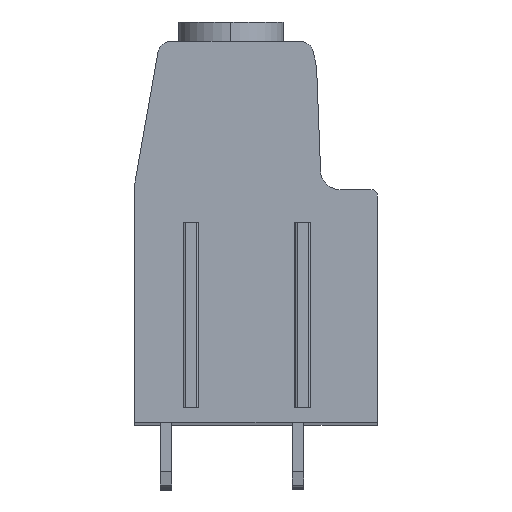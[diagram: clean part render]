
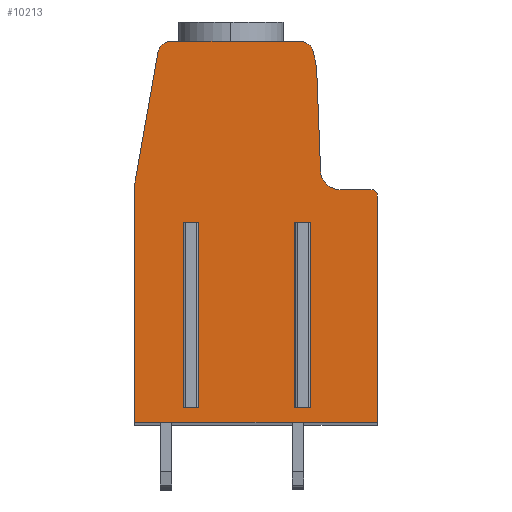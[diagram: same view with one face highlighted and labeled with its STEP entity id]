
A CAD part, top view. The second image highlights one B-rep face of the part: STEP entity #10213.
In plain terms, the highlighted planar face has unit normal (0, 0, 1).
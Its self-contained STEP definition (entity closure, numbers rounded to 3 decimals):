
#1396=CARTESIAN_POINT('',(3.429,13.65,5.08));
#1397=DIRECTION('',(0.,0.,1.));
#1398=DIRECTION('',(0.978,0.208,0.));
#1399=AXIS2_PLACEMENT_3D('',#1396,#1397,#1398);
#1401=DIRECTION('',(-0.208,0.978,0.));
#1402=VECTOR('',#1401,0.978);
#1403=CARTESIAN_POINT('',(4.611,12.902,5.08));
#1404=LINE('',#1403,#1402);
#1405=CARTESIAN_POINT('',(1.676,12.278,5.08));
#1406=DIRECTION('',(0.,0.,1.));
#1407=DIRECTION('',(0.999,0.038,0.));
#1408=AXIS2_PLACEMENT_3D('',#1405,#1406,#1407);
#1410=DIRECTION('',(-0.038,0.999,0.));
#1411=VECTOR('',#1410,7.706);
#1412=CARTESIAN_POINT('',(4.97,4.692,5.08));
#1413=LINE('',#1412,#1411);
#1414=CARTESIAN_POINT('',(6.469,4.75,5.08));
#1415=DIRECTION('',(0.,0.,-1.));
#1416=DIRECTION('',(0.,-1.,0.));
#1417=AXIS2_PLACEMENT_3D('',#1414,#1415,#1416);
#1419=DIRECTION('',(-1.,0.,0.));
#1420=VECTOR('',#1419,2.381);
#1421=CARTESIAN_POINT('',(8.85,3.25,5.08));
#1422=LINE('',#1421,#1420);
#1423=CARTESIAN_POINT('',(8.85,2.75,5.08));
#1424=DIRECTION('',(0.,0.,1.));
#1425=DIRECTION('',(1.,0.,0.));
#1426=AXIS2_PLACEMENT_3D('',#1423,#1424,#1425);
#1428=DIRECTION('',(0.,1.,0.));
#1429=VECTOR('',#1428,17.4);
#1430=CARTESIAN_POINT('',(9.35,-14.65,5.08));
#1431=LINE('',#1430,#1429);
#1432=DIRECTION('',(1.,0.,0.));
#1433=VECTOR('',#1432,18.7);
#1434=CARTESIAN_POINT('',(-9.35,-14.65,5.08));
#1435=LINE('',#1434,#1433);
#1436=DIRECTION('',(0.,-1.,0.));
#1437=VECTOR('',#1436,18.25);
#1438=CARTESIAN_POINT('',(-9.35,3.6,5.08));
#1439=LINE('',#1438,#1437);
#1440=DIRECTION('',(-0.174,-0.985,0.));
#1441=VECTOR('',#1440,10.381);
#1442=CARTESIAN_POINT('',(-7.547,13.824,5.08));
#1443=LINE('',#1442,#1441);
#1444=CARTESIAN_POINT('',(-6.562,13.65,5.08));
#1445=DIRECTION('',(0.,0.,1.));
#1446=DIRECTION('',(0.,1.,0.));
#1447=AXIS2_PLACEMENT_3D('',#1444,#1445,#1446);
#1449=DIRECTION('',(-1.,0.,0.));
#1450=VECTOR('',#1449,9.992);
#1451=CARTESIAN_POINT('',(3.429,14.65,5.08));
#1452=LINE('',#1451,#1450);
#1453=DIRECTION('',(1.,0.,0.));
#1454=VECTOR('',#1453,0.65);
#1455=CARTESIAN_POINT('',(-5.325,0.75,5.08));
#1456=LINE('',#1455,#1454);
#1457=DIRECTION('',(0.,1.,0.));
#1458=VECTOR('',#1457,14.25);
#1459=CARTESIAN_POINT('',(-5.325,-13.5,5.08));
#1460=LINE('',#1459,#1458);
#1461=DIRECTION('',(1.,0.,0.));
#1462=VECTOR('',#1461,0.65);
#1463=CARTESIAN_POINT('',(-5.325,-13.5,5.08));
#1464=LINE('',#1463,#1462);
#1465=DIRECTION('',(0.,1.,0.));
#1466=VECTOR('',#1465,14.25);
#1467=CARTESIAN_POINT('',(-4.675,-13.5,5.08));
#1468=LINE('',#1467,#1466);
#1469=DIRECTION('',(1.,0.,0.));
#1470=VECTOR('',#1469,0.65);
#1471=CARTESIAN_POINT('',(3.275,0.75,5.08));
#1472=LINE('',#1471,#1470);
#1473=DIRECTION('',(0.,1.,0.));
#1474=VECTOR('',#1473,14.25);
#1475=CARTESIAN_POINT('',(3.275,-13.5,5.08));
#1476=LINE('',#1475,#1474);
#1477=DIRECTION('',(1.,0.,0.));
#1478=VECTOR('',#1477,0.65);
#1479=CARTESIAN_POINT('',(3.275,-13.5,5.08));
#1480=LINE('',#1479,#1478);
#1481=DIRECTION('',(0.,1.,0.));
#1482=VECTOR('',#1481,14.25);
#1483=CARTESIAN_POINT('',(3.925,-13.5,5.08));
#1484=LINE('',#1483,#1482);
#6891=CARTESIAN_POINT('',(-6.562,14.65,5.08));
#6892=CARTESIAN_POINT('',(-7.547,13.824,5.08));
#6893=VERTEX_POINT('',#6891);
#6894=VERTEX_POINT('',#6892);
#6895=CARTESIAN_POINT('',(-9.35,3.6,5.08));
#6896=VERTEX_POINT('',#6895);
#6897=CARTESIAN_POINT('',(-9.35,-14.65,5.08));
#6898=VERTEX_POINT('',#6897);
#6899=CARTESIAN_POINT('',(9.35,-14.65,5.08));
#6900=VERTEX_POINT('',#6899);
#6901=CARTESIAN_POINT('',(6.469,3.25,5.08));
#6902=CARTESIAN_POINT('',(4.97,4.692,5.08));
#6903=VERTEX_POINT('',#6901);
#6904=VERTEX_POINT('',#6902);
#6911=CARTESIAN_POINT('',(4.408,13.858,5.08));
#6912=VERTEX_POINT('',#6911);
#6913=CARTESIAN_POINT('',(3.429,14.65,5.08));
#6914=VERTEX_POINT('',#6913);
#6919=CARTESIAN_POINT('',(4.674,12.393,5.08));
#6920=VERTEX_POINT('',#6919);
#6921=CARTESIAN_POINT('',(4.611,12.902,5.08));
#6922=VERTEX_POINT('',#6921);
#6927=CARTESIAN_POINT('',(9.35,2.75,5.08));
#6928=VERTEX_POINT('',#6927);
#6929=CARTESIAN_POINT('',(8.85,3.25,5.08));
#6930=VERTEX_POINT('',#6929);
#7011=CARTESIAN_POINT('',(-5.325,0.75,5.08));
#7012=CARTESIAN_POINT('',(-4.675,0.75,5.08));
#7013=VERTEX_POINT('',#7011);
#7014=VERTEX_POINT('',#7012);
#7015=CARTESIAN_POINT('',(3.275,0.75,5.08));
#7016=CARTESIAN_POINT('',(3.925,0.75,5.08));
#7017=VERTEX_POINT('',#7015);
#7018=VERTEX_POINT('',#7016);
#7019=CARTESIAN_POINT('',(3.925,-13.5,5.08));
#7020=VERTEX_POINT('',#7019);
#7021=CARTESIAN_POINT('',(3.275,-13.5,5.08));
#7022=VERTEX_POINT('',#7021);
#7023=CARTESIAN_POINT('',(-4.675,-13.5,5.08));
#7024=VERTEX_POINT('',#7023);
#7025=CARTESIAN_POINT('',(-5.325,-13.5,5.08));
#7026=VERTEX_POINT('',#7025);
#10173=CARTESIAN_POINT('',(0.,0.,5.08));
#10174=DIRECTION('',(0.,0.,1.));
#10175=DIRECTION('',(1.,0.,0.));
#10176=AXIS2_PLACEMENT_3D('',#10173,#10174,#10175);
#10177=PLANE('',#10176);
#10178=ORIENTED_EDGE('',*,*,#9758,.F.);
#10179=ORIENTED_EDGE('',*,*,#9773,.F.);
#10180=ORIENTED_EDGE('',*,*,#9786,.F.);
#10181=ORIENTED_EDGE('',*,*,#9801,.F.);
#10182=ORIENTED_EDGE('',*,*,#9814,.F.);
#10183=ORIENTED_EDGE('',*,*,#9827,.F.);
#10184=ORIENTED_EDGE('',*,*,#9842,.F.);
#10185=ORIENTED_EDGE('',*,*,#9856,.F.);
#10186=ORIENTED_EDGE('',*,*,#9207,.F.);
#10187=ORIENTED_EDGE('',*,*,#9624,.F.);
#10188=ORIENTED_EDGE('',*,*,#9638,.F.);
#10189=ORIENTED_EDGE('',*,*,#9652,.F.);
#10190=ORIENTED_EDGE('',*,*,#9665,.F.);
#10191=EDGE_LOOP('',(#10178,#10179,#10180,#10181,#10182,#10183,#10184,#10185,
#10186,#10187,#10188,#10189,#10190));
#10192=FACE_OUTER_BOUND('',#10191,.F.);
#10194=ORIENTED_EDGE('',*,*,#10193,.F.);
#10196=ORIENTED_EDGE('',*,*,#10195,.F.);
#10198=ORIENTED_EDGE('',*,*,#10197,.T.);
#10200=ORIENTED_EDGE('',*,*,#10199,.T.);
#10201=EDGE_LOOP('',(#10194,#10196,#10198,#10200));
#10202=FACE_BOUND('',#10201,.F.);
#10204=ORIENTED_EDGE('',*,*,#10203,.F.);
#10206=ORIENTED_EDGE('',*,*,#10205,.F.);
#10208=ORIENTED_EDGE('',*,*,#10207,.T.);
#10210=ORIENTED_EDGE('',*,*,#10209,.T.);
#10211=EDGE_LOOP('',(#10204,#10206,#10208,#10210));
#10212=FACE_BOUND('',#10211,.F.);
#1400=CIRCLE('',#1399,1.);
#1409=CIRCLE('',#1408,3.);
#1418=CIRCLE('',#1417,1.5);
#1427=CIRCLE('',#1426,0.5);
#1448=CIRCLE('',#1447,1.);
#9207=EDGE_CURVE('',#6898,#6900,#1435,.T.);
#9624=EDGE_CURVE('',#6896,#6898,#1439,.T.);
#9638=EDGE_CURVE('',#6894,#6896,#1443,.T.);
#9652=EDGE_CURVE('',#6893,#6894,#1448,.T.);
#9665=EDGE_CURVE('',#6914,#6893,#1452,.T.);
#9758=EDGE_CURVE('',#6912,#6914,#1400,.T.);
#9773=EDGE_CURVE('',#6922,#6912,#1404,.T.);
#9786=EDGE_CURVE('',#6920,#6922,#1409,.T.);
#9801=EDGE_CURVE('',#6904,#6920,#1413,.T.);
#9814=EDGE_CURVE('',#6903,#6904,#1418,.T.);
#9827=EDGE_CURVE('',#6930,#6903,#1422,.T.);
#9842=EDGE_CURVE('',#6928,#6930,#1427,.T.);
#9856=EDGE_CURVE('',#6900,#6928,#1431,.T.);
#10193=EDGE_CURVE('',#7013,#7014,#1456,.T.);
#10195=EDGE_CURVE('',#7026,#7013,#1460,.T.);
#10197=EDGE_CURVE('',#7026,#7024,#1464,.T.);
#10199=EDGE_CURVE('',#7024,#7014,#1468,.T.);
#10203=EDGE_CURVE('',#7017,#7018,#1472,.T.);
#10205=EDGE_CURVE('',#7022,#7017,#1476,.T.);
#10207=EDGE_CURVE('',#7022,#7020,#1480,.T.);
#10209=EDGE_CURVE('',#7020,#7018,#1484,.T.);
#10213=ADVANCED_FACE('',(#10192,#10202,#10212),#10177,.T.);
